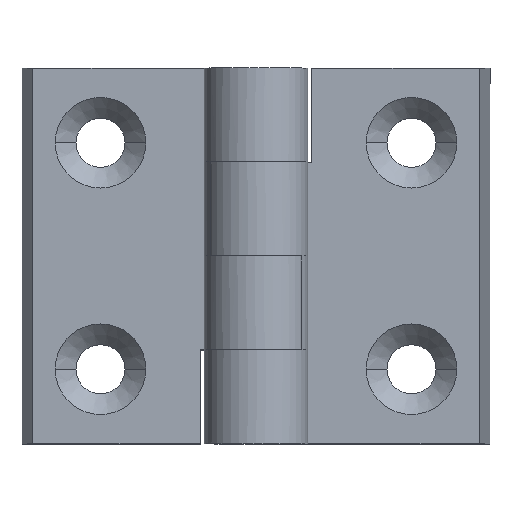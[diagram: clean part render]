
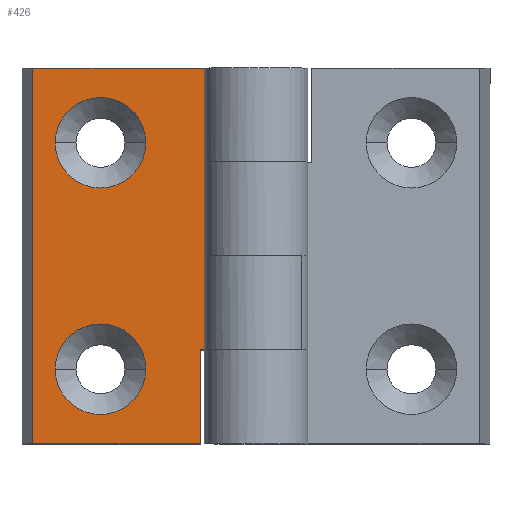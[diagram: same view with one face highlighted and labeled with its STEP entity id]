
A CAD part, top view. The second image highlights one B-rep face of the part: STEP entity #426.
In plain terms, the highlighted planar face has unit normal (0, 0, 1).
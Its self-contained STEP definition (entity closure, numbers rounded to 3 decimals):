
#5 = AXIS2_PLACEMENT_3D ( 'NONE', #1672, #755, #1557 ) ;
#11 = AXIS2_PLACEMENT_3D ( 'NONE', #1403, #743, #1523 ) ;
#16 = EDGE_CURVE ( 'NONE', #1656, #513, #117, .T. ) ;
#28 = ORIENTED_EDGE ( 'NONE', *, *, #1673, .F. ) ;
#42 = CARTESIAN_POINT ( 'NONE',  ( 10.4, 9.9, 8.15 ) ) ;
#53 = CARTESIAN_POINT ( 'NONE',  ( 24.15, 0., 8.15 ) ) ;
#54 = AXIS2_PLACEMENT_3D ( 'NONE', #660, #779, #1323 ) ;
#83 = CIRCLE ( 'NONE', #1212, 6. ) ;
#116 = CARTESIAN_POINT ( 'NONE',  ( 16.4, 9.9, 8.15 ) ) ;
#117 = LINE ( 'NONE', #53, #1170 ) ;
#183 = LINE ( 'NONE', #230, #512 ) ;
#184 = ORIENTED_EDGE ( 'NONE', *, *, #853, .T. ) ;
#217 = CARTESIAN_POINT ( 'NONE',  ( 24.15, 12.45, 8.15 ) ) ;
#219 = EDGE_CURVE ( 'NONE', #513, #909, #1522, .T. ) ;
#227 = CARTESIAN_POINT ( 'NONE',  ( 4.4, 9.9, 8.15 ) ) ;
#230 = CARTESIAN_POINT ( 'NONE',  ( 24.15, 12.45, 8.15 ) ) ;
#238 = VECTOR ( 'NONE', #929, 1000. ) ;
#274 = CARTESIAN_POINT ( 'NONE',  ( 23.6, 0., 8.15 ) ) ;
#275 = DIRECTION ( 'NONE',  ( 1., 0., 0. ) ) ;
#295 = CIRCLE ( 'NONE', #5, 6. ) ;
#297 = EDGE_CURVE ( 'NONE', #1531, #1240, #295, .T. ) ;
#323 = VERTEX_POINT ( 'NONE', #116 ) ;
#360 = CARTESIAN_POINT ( 'NONE',  ( 23.6, 49.8, 8.15 ) ) ;
#420 = ORIENTED_EDGE ( 'NONE', *, *, #297, .F. ) ;
#426 = ADVANCED_FACE ( 'NONE', ( #990, #1136, #1310 ), #1163, .F. ) ;
#444 = ORIENTED_EDGE ( 'NONE', *, *, #496, .F. ) ;
#479 = VECTOR ( 'NONE', #608, 1000. ) ;
#481 = LINE ( 'NONE', #1665, #802 ) ;
#496 = EDGE_CURVE ( 'NONE', #1326, #1596, #1579, .T. ) ;
#512 = VECTOR ( 'NONE', #1421, 1000. ) ;
#513 = VERTEX_POINT ( 'NONE', #274 ) ;
#536 = ORIENTED_EDGE ( 'NONE', *, *, #1629, .F. ) ;
#553 = EDGE_LOOP ( 'NONE', ( #1448, #184, #444, #536, #683, #1064 ) ) ;
#575 = DIRECTION ( 'NONE',  ( 1., 0., 0. ) ) ;
#608 = DIRECTION ( 'NONE',  ( 1., 0., 0. ) ) ;
#660 = CARTESIAN_POINT ( 'NONE',  ( 24.15, 49.8, 8.15 ) ) ;
#675 = CARTESIAN_POINT ( 'NONE',  ( 24.15, 49.8, 8.15 ) ) ;
#683 = ORIENTED_EDGE ( 'NONE', *, *, #1607, .T. ) ;
#743 = DIRECTION ( 'NONE',  ( 0., 0., 1. ) ) ;
#752 = CARTESIAN_POINT ( 'NONE',  ( 10.4, 39.9, 8.15 ) ) ;
#755 = DIRECTION ( 'NONE',  ( 0., 0., 1. ) ) ;
#779 = DIRECTION ( 'NONE',  ( 0., 0., -1. ) ) ;
#793 = AXIS2_PLACEMENT_3D ( 'NONE', #752, #893, #1550 ) ;
#798 = EDGE_CURVE ( 'NONE', #323, #1052, #1510, .T. ) ;
#802 = VECTOR ( 'NONE', #861, 1000. ) ;
#853 = EDGE_CURVE ( 'NONE', #909, #1596, #183, .T. ) ;
#861 = DIRECTION ( 'NONE',  ( 0., -1., 0. ) ) ;
#893 = DIRECTION ( 'NONE',  ( 0., 0., 1. ) ) ;
#902 = DIRECTION ( 'NONE',  ( 0., 1., 0. ) ) ;
#909 = VERTEX_POINT ( 'NONE', #1145 ) ;
#929 = DIRECTION ( 'NONE',  ( 0., -1., 0. ) ) ;
#979 = LINE ( 'NONE', #1397, #479 ) ;
#990 = FACE_BOUND ( 'NONE', #1287, .T. ) ;
#1052 = VERTEX_POINT ( 'NONE', #227 ) ;
#1054 = CARTESIAN_POINT ( 'NONE',  ( 24.15, 49.8, 8.15 ) ) ;
#1058 = DIRECTION ( 'NONE',  ( 0., 0., 1. ) ) ;
#1064 = ORIENTED_EDGE ( 'NONE', *, *, #16, .T. ) ;
#1134 = CARTESIAN_POINT ( 'NONE',  ( 1.437, 0., 8.15 ) ) ;
#1136 = FACE_OUTER_BOUND ( 'NONE', #553, .T. ) ;
#1145 = CARTESIAN_POINT ( 'NONE',  ( 23.6, 12.45, 8.15 ) ) ;
#1163 = PLANE ( 'NONE',  #54 ) ;
#1170 = VECTOR ( 'NONE', #575, 1000. ) ;
#1180 = EDGE_LOOP ( 'NONE', ( #420, #28 ) ) ;
#1195 = ORIENTED_EDGE ( 'NONE', *, *, #798, .F. ) ;
#1212 = AXIS2_PLACEMENT_3D ( 'NONE', #42, #1058, #275 ) ;
#1219 = ORIENTED_EDGE ( 'NONE', *, *, #1375, .F. ) ;
#1240 = VERTEX_POINT ( 'NONE', #1298 ) ;
#1287 = EDGE_LOOP ( 'NONE', ( #1195, #1219 ) ) ;
#1298 = CARTESIAN_POINT ( 'NONE',  ( 4.4, 39.9, 8.15 ) ) ;
#1310 = FACE_BOUND ( 'NONE', #1180, .T. ) ;
#1323 = DIRECTION ( 'NONE',  ( -1., 0., 0. ) ) ;
#1326 = VERTEX_POINT ( 'NONE', #675 ) ;
#1375 = EDGE_CURVE ( 'NONE', #1052, #323, #83, .T. ) ;
#1397 = CARTESIAN_POINT ( 'NONE',  ( 24.15, 49.8, 8.15 ) ) ;
#1403 = CARTESIAN_POINT ( 'NONE',  ( 10.4, 9.9, 8.15 ) ) ;
#1421 = DIRECTION ( 'NONE',  ( 1., 0., 0. ) ) ;
#1445 = CIRCLE ( 'NONE', #793, 6. ) ;
#1448 = ORIENTED_EDGE ( 'NONE', *, *, #219, .T. ) ;
#1477 = VECTOR ( 'NONE', #902, 1000. ) ;
#1485 = VERTEX_POINT ( 'NONE', #1514 ) ;
#1498 = CARTESIAN_POINT ( 'NONE',  ( 16.4, 39.9, 8.15 ) ) ;
#1510 = CIRCLE ( 'NONE', #11, 6. ) ;
#1514 = CARTESIAN_POINT ( 'NONE',  ( 1.437, 49.8, 8.15 ) ) ;
#1522 = LINE ( 'NONE', #360, #1477 ) ;
#1523 = DIRECTION ( 'NONE',  ( 1., 0., 0. ) ) ;
#1531 = VERTEX_POINT ( 'NONE', #1498 ) ;
#1550 = DIRECTION ( 'NONE',  ( 1., 0., 0. ) ) ;
#1557 = DIRECTION ( 'NONE',  ( 1., 0., 0. ) ) ;
#1579 = LINE ( 'NONE', #1054, #238 ) ;
#1596 = VERTEX_POINT ( 'NONE', #217 ) ;
#1607 = EDGE_CURVE ( 'NONE', #1485, #1656, #481, .T. ) ;
#1629 = EDGE_CURVE ( 'NONE', #1485, #1326, #979, .T. ) ;
#1656 = VERTEX_POINT ( 'NONE', #1134 ) ;
#1665 = CARTESIAN_POINT ( 'NONE',  ( 1.437, 49.8, 8.15 ) ) ;
#1672 = CARTESIAN_POINT ( 'NONE',  ( 10.4, 39.9, 8.15 ) ) ;
#1673 = EDGE_CURVE ( 'NONE', #1240, #1531, #1445, .T. ) ;
